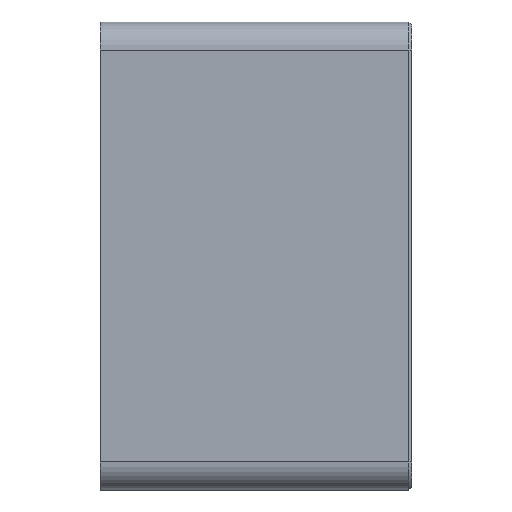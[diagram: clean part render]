
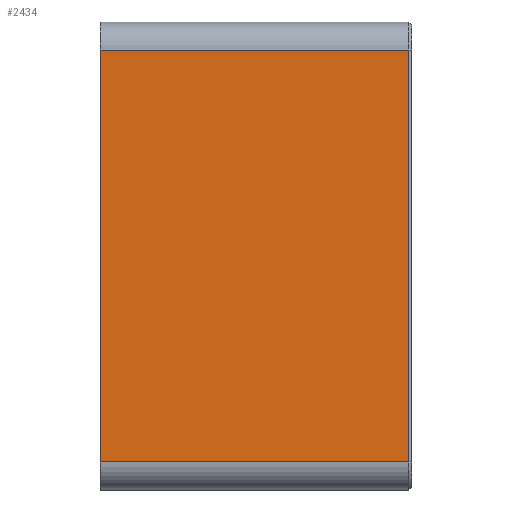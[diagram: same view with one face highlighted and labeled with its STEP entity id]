
A CAD part, front view. The second image highlights one B-rep face of the part: STEP entity #2434.
In plain terms, the highlighted planar face has unit normal (0, -1, 0).
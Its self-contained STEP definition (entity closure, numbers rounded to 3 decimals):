
#222=FACE_OUTER_BOUND('',#367,.T.);
#367=EDGE_LOOP('',(#1801,#1802,#1803,#1804));
#518=LINE('',#3578,#778);
#564=LINE('',#3706,#824);
#579=LINE('',#3749,#839);
#580=LINE('',#3751,#840);
#778=VECTOR('',#2870,10.);
#824=VECTOR('',#2982,10.);
#839=VECTOR('',#3033,10.);
#840=VECTOR('',#3036,10.);
#1029=VERTEX_POINT('',#3575);
#1030=VERTEX_POINT('',#3577);
#1076=VERTEX_POINT('',#3699);
#1079=VERTEX_POINT('',#3704);
#1274=EDGE_CURVE('',#1029,#1030,#518,.T.);
#1338=EDGE_CURVE('',#1079,#1076,#564,.T.);
#1361=EDGE_CURVE('',#1076,#1029,#579,.T.);
#1362=EDGE_CURVE('',#1030,#1079,#580,.T.);
#1801=ORIENTED_EDGE('',*,*,#1338,.F.);
#1802=ORIENTED_EDGE('',*,*,#1362,.F.);
#1803=ORIENTED_EDGE('',*,*,#1274,.F.);
#1804=ORIENTED_EDGE('',*,*,#1361,.F.);
#2322=PLANE('',#2622);
#2434=ADVANCED_FACE('',(#222),#2322,.T.);
#2622=AXIS2_PLACEMENT_3D('',#3750,#3034,#3035);
#2870=DIRECTION('',(0.,0.,1.));
#2982=DIRECTION('',(0.,0.,-1.));
#3033=DIRECTION('',(-1.,0.,0.));
#3034=DIRECTION('center_axis',(0.,-1.,0.));
#3035=DIRECTION('ref_axis',(0.,0.,-1.));
#3036=DIRECTION('',(1.,0.,0.));
#3575=CARTESIAN_POINT('',(0.,-2.,2.));
#3577=CARTESIAN_POINT('',(0.,-2.,60.7));
#3578=CARTESIAN_POINT('',(0.,-2.,62.2));
#3699=CARTESIAN_POINT('',(44.,-2.,2.));
#3704=CARTESIAN_POINT('',(44.,-2.,60.7));
#3706=CARTESIAN_POINT('',(44.,-2.,46.775));
#3749=CARTESIAN_POINT('',(0.,-2.,2.));
#3750=CARTESIAN_POINT('Origin',(0.,-2.,62.2));
#3751=CARTESIAN_POINT('',(4.,-2.,60.7));
